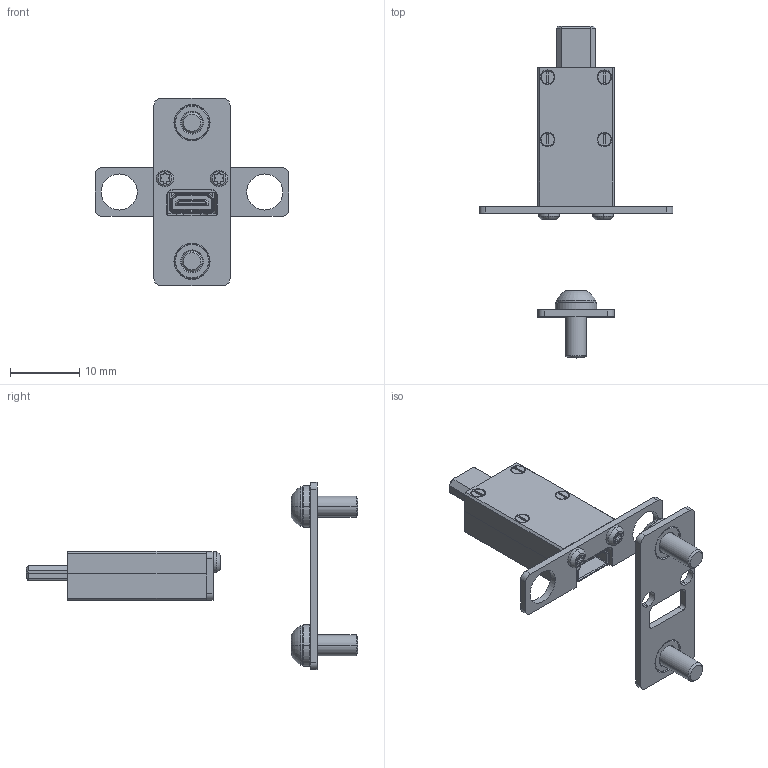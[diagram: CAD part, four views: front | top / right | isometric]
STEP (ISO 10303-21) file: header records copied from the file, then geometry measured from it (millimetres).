
FILE_DESCRIPTION (( 'STEP AP214' ), '1' );
FILE_NAME ('INGUN_115525.STEP', '2024-05-22T13:32:33', ( '' ), ( '' ), 'SwSTEP 2.0', 'SolidWorks 2021', '' );
FILE_SCHEMA (( 'AUTOMOTIVE_DESIGN' ));
Length unit declared in the file: millimetre
Products named in the file (1): INGUN_115525
Bounding box: 28 x 47.9 x 27 mm (x, y, z)
Volume: 2080.3 mm3; surface area: 3075.7 mm2
Topology: 9 solids, 9 shells, 1504 faces, 4258 edges, 2776 vertices
Faces by surface type: plane 947, cylinder 485, cone 64, torus 8
Entity records: 65534 total; most frequent: CARTESIAN_POINT 9031, ORIENTED_EDGE 8504, DIRECTION 8166, EDGE_CURVE 4252, VECTOR 3068, LINE 3068, VERTEX_POINT 2776, AXIS2_PLACEMENT_3D 2549
